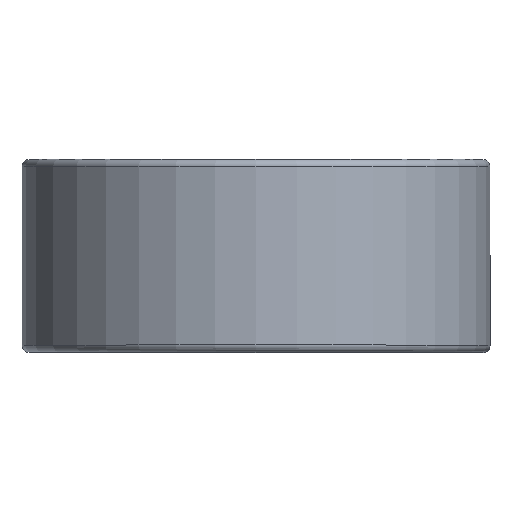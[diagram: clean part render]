
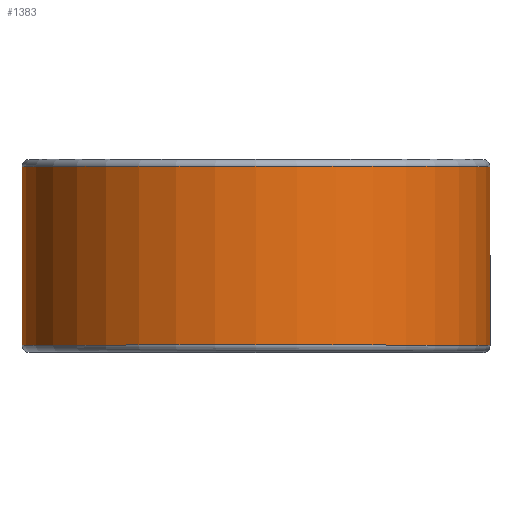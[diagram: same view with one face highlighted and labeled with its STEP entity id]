
A CAD part, top view. The second image highlights one B-rep face of the part: STEP entity #1383.
In plain terms, the highlighted cylindrical face has radius 25.032 mm (diameter 50.063 mm), a partial arc.
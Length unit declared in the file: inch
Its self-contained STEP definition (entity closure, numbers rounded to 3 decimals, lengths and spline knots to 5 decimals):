
#21 = ORIENTED_EDGE ( 'NONE', *, *, #1859, .T. ) ;
#51 = CARTESIAN_POINT ( 'NONE',  ( 0., 0.37625, 0. ) ) ;
#52 = DIRECTION ( 'NONE',  ( 0., 0., -1. ) ) ;
#56 = CIRCLE ( 'NONE', #141, 0.9855 ) ;
#64 = CARTESIAN_POINT ( 'NONE',  ( 0.9855, 0.37625, 0. ) ) ;
#80 = CARTESIAN_POINT ( 'NONE',  ( 0., 0.375, 0. ) ) ;
#141 = AXIS2_PLACEMENT_3D ( 'NONE', #993, #2328, #1167 ) ;
#229 = ORIENTED_EDGE ( 'NONE', *, *, #2054, .F. ) ;
#261 = DIRECTION ( 'NONE',  ( 0., 0., -1. ) ) ;
#318 = VECTOR ( 'NONE', #2394, 39.37008 ) ;
#387 = CARTESIAN_POINT ( 'NONE',  ( 0., 0.37625, -0.9855 ) ) ;
#608 = AXIS2_PLACEMENT_3D ( 'NONE', #80, #1016, #52 ) ;
#931 = CARTESIAN_POINT ( 'NONE',  ( 0.9855, 0.37625, 0. ) ) ;
#966 = LINE ( 'NONE', #931, #1253 ) ;
#975 = EDGE_CURVE ( 'NONE', #1096, #1867, #966, .T. ) ;
#993 = CARTESIAN_POINT ( 'NONE',  ( 0., -0.37625, 0. ) ) ;
#1016 = DIRECTION ( 'NONE',  ( 0., -1., 0. ) ) ;
#1096 = VERTEX_POINT ( 'NONE', #1231 ) ;
#1167 = DIRECTION ( 'NONE',  ( 0., 0., -1. ) ) ;
#1231 = CARTESIAN_POINT ( 'NONE',  ( 0.9855, -0.37625, 0. ) ) ;
#1253 = VECTOR ( 'NONE', #1281, 39.37008 ) ;
#1281 = DIRECTION ( 'NONE',  ( 0., 1., 0. ) ) ;
#1309 = LINE ( 'NONE', #1819, #318 ) ;
#1366 = DIRECTION ( 'NONE',  ( 0., -1., 0. ) ) ;
#1380 = AXIS2_PLACEMENT_3D ( 'NONE', #51, #1366, #261 ) ;
#1383 = ADVANCED_FACE ( 'NONE', ( #2031 ), #1685, .T. ) ;
#1612 = VERTEX_POINT ( 'NONE', #387 ) ;
#1685 = CYLINDRICAL_SURFACE ( 'NONE', #608, 0.9855 ) ;
#1710 = ORIENTED_EDGE ( 'NONE', *, *, #975, .T. ) ;
#1726 = VERTEX_POINT ( 'NONE', #1927 ) ;
#1764 = EDGE_CURVE ( 'NONE', #1096, #1726, #56, .T. ) ;
#1819 = CARTESIAN_POINT ( 'NONE',  ( 0., 0.37625, -0.9855 ) ) ;
#1859 = EDGE_CURVE ( 'NONE', #1867, #1612, #2283, .T. ) ;
#1867 = VERTEX_POINT ( 'NONE', #64 ) ;
#1927 = CARTESIAN_POINT ( 'NONE',  ( 0., -0.37625, -0.9855 ) ) ;
#1959 = EDGE_LOOP ( 'NONE', ( #1710, #21, #229, #2175 ) ) ;
#2031 = FACE_OUTER_BOUND ( 'NONE', #1959, .T. ) ;
#2054 = EDGE_CURVE ( 'NONE', #1726, #1612, #1309, .T. ) ;
#2175 = ORIENTED_EDGE ( 'NONE', *, *, #1764, .F. ) ;
#2283 = CIRCLE ( 'NONE', #1380, 0.9855 ) ;
#2328 = DIRECTION ( 'NONE',  ( 0., -1., 0. ) ) ;
#2394 = DIRECTION ( 'NONE',  ( 0., 1., 0. ) ) ;
